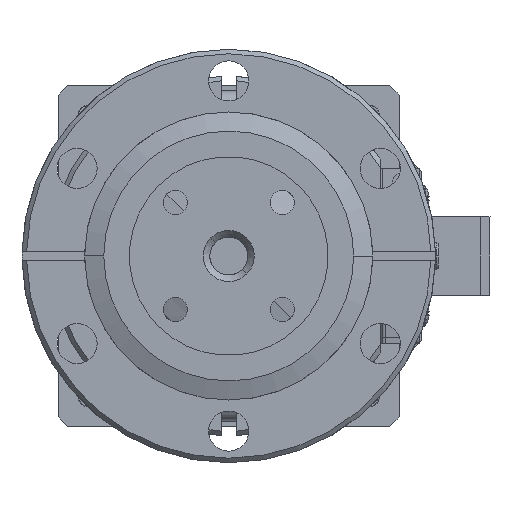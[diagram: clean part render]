
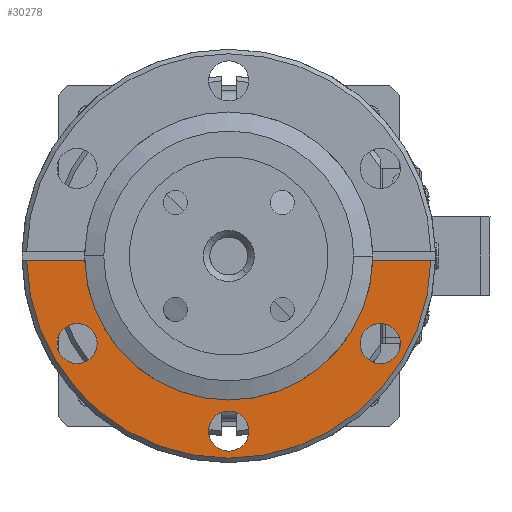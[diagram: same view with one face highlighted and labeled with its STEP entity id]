
A CAD part, left-side view. The second image highlights one B-rep face of the part: STEP entity #30278.
In plain terms, the highlighted planar face has unit normal (-1, 0, 0).
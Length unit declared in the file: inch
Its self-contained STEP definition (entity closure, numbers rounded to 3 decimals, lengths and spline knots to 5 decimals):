
#1252 = CARTESIAN_POINT ( 'NONE',  ( 0.5, 1.38335, -0.03 ) ) ;
#1253 = CARTESIAN_POINT ( 'NONE',  ( 0.5, 0., 0. ) ) ;
#1254 = DIRECTION ( 'NONE',  ( -1., 0., 0. ) ) ;
#1255 = DIRECTION ( 'NONE',  ( 0., -1., 0. ) ) ;
#1256 = CARTESIAN_POINT ( 'NONE',  ( 0.5, 0., -1.156 ) ) ;
#1257 = DIRECTION ( 'NONE',  ( -1., 0., 0. ) ) ;
#1258 = DIRECTION ( 'NONE',  ( 0., 0., -1. ) ) ;
#1259 = CARTESIAN_POINT ( 'NONE',  ( 0.5, -1.00113, -0.578 ) ) ;
#1260 = DIRECTION ( 'NONE',  ( 0., -1., 0. ) ) ;
#1262 = DIRECTION ( 'NONE',  ( -1., 0., 0. ) ) ;
#1263 = DIRECTION ( 'NONE',  ( 0., 0., -1. ) ) ;
#1277 = CARTESIAN_POINT ( 'NONE',  ( 0.5, 0., 0. ) ) ;
#1280 = DIRECTION ( 'NONE',  ( -1., 0., 0. ) ) ;
#1281 = DIRECTION ( 'NONE',  ( 0., 1., 0. ) ) ;
#1297 = CARTESIAN_POINT ( 'NONE',  ( 0.5, 1.00113, -0.578 ) ) ;
#1305 = DIRECTION ( 'NONE',  ( -1., 0., 0. ) ) ;
#1306 = DIRECTION ( 'NONE',  ( 0., 0., -1. ) ) ;
#1313 = CARTESIAN_POINT ( 'NONE',  ( 0.5, -1.38335, -0.03 ) ) ;
#1319 = DIRECTION ( 'NONE',  ( 0., -1., 0. ) ) ;
#1347 = CARTESIAN_POINT ( 'NONE',  ( 0.5, 1.00113, -0.578 ) ) ;
#1348 = DIRECTION ( 'NONE',  ( -1., 0., 0. ) ) ;
#1349 = DIRECTION ( 'NONE',  ( 0., 0., -1. ) ) ;
#1529 = CARTESIAN_POINT ( 'NONE',  ( 0.5, -1.00113, -0.578 ) ) ;
#1559 = CARTESIAN_POINT ( 'NONE',  ( 0.5, 0., -1.156 ) ) ;
#1560 = DIRECTION ( 'NONE',  ( -1., 0., 0. ) ) ;
#1561 = DIRECTION ( 'NONE',  ( 0., 0., -1. ) ) ;
#1566 = DIRECTION ( 'NONE',  ( -1., 0., 0. ) ) ;
#1567 = DIRECTION ( 'NONE',  ( 0., 0., -1. ) ) ;
#3737 = VERTEX_POINT ( 'NONE', #30810 ) ;
#21971 = AXIS2_PLACEMENT_3D ( 'NONE', #23885, #23894, #23895 ) ;
#23881 = PLANE ( 'NONE',  #21971 ) ;
#23885 = CARTESIAN_POINT ( 'NONE',  ( 0.5, -1.365, 0. ) ) ;
#23894 = DIRECTION ( 'NONE',  ( 1., 0., 0. ) ) ;
#23895 = DIRECTION ( 'NONE',  ( 0., -1., 0. ) ) ;
#24451 = FACE_BOUND ( 'NONE', #29608, .T. ) ;
#24460 = FACE_BOUND ( 'NONE', #29616, .T. ) ;
#24469 = FACE_OUTER_BOUND ( 'NONE', #29610, .T. ) ;
#24471 = FACE_BOUND ( 'NONE', #29606, .T. ) ;
#25105 = CARTESIAN_POINT ( 'NONE',  ( 0.5, -1.33466, -0.03 ) ) ;
#25135 = CARTESIAN_POINT ( 'NONE',  ( 0.5, -0.95053, -0.03 ) ) ;
#25160 = CARTESIAN_POINT ( 'NONE',  ( 0.5, -1.00113, -0.4455 ) ) ;
#25171 = CARTESIAN_POINT ( 'NONE',  ( 0.5, 1.00113, -0.4455 ) ) ;
#25229 = CARTESIAN_POINT ( 'NONE',  ( 0.5, 0.95053, -0.03 ) ) ;
#25231 = CARTESIAN_POINT ( 'NONE',  ( 0.5, 1.00113, -0.7105 ) ) ;
#25239 = CARTESIAN_POINT ( 'NONE',  ( 0.5, 0., -1.2885 ) ) ;
#25266 = CARTESIAN_POINT ( 'NONE',  ( 0.5, 1.33466, -0.03 ) ) ;
#25271 = CARTESIAN_POINT ( 'NONE',  ( 0.5, 0., -1.0235 ) ) ;
#25901 = EDGE_CURVE ( 'NONE', #34991, #34828, #33719, .T. ) ;
#25902 = EDGE_CURVE ( 'NONE', #34964, #34996, #33721, .T. ) ;
#25903 = EDGE_CURVE ( 'NONE', #34991, #34954, #33720, .T. ) ;
#25904 = EDGE_CURVE ( 'NONE', #3737, #34885, #33723, .T. ) ;
#25910 = EDGE_CURVE ( 'NONE', #34954, #34860, #33731, .T. ) ;
#25919 = EDGE_CURVE ( 'NONE', #34956, #34896, #33742, .T. ) ;
#25925 = EDGE_CURVE ( 'NONE', #34860, #34828, #33748, .T. ) ;
#25937 = EDGE_CURVE ( 'NONE', #34896, #34956, #33768, .T. ) ;
#25996 = EDGE_CURVE ( 'NONE', #34885, #3737, #33844, .T. ) ;
#25998 = EDGE_CURVE ( 'NONE', #34996, #34964, #33848, .T. ) ;
#28937 = ORIENTED_EDGE ( 'NONE', *, *, #25903, .F. ) ;
#28939 = ORIENTED_EDGE ( 'NONE', *, *, #25919, .F. ) ;
#28942 = ORIENTED_EDGE ( 'NONE', *, *, #25901, .T. ) ;
#28943 = ORIENTED_EDGE ( 'NONE', *, *, #25937, .F. ) ;
#29528 = ORIENTED_EDGE ( 'NONE', *, *, #25925, .F. ) ;
#29529 = ORIENTED_EDGE ( 'NONE', *, *, #25910, .F. ) ;
#29530 = ORIENTED_EDGE ( 'NONE', *, *, #25996, .F. ) ;
#29531 = ORIENTED_EDGE ( 'NONE', *, *, #25998, .F. ) ;
#29532 = ORIENTED_EDGE ( 'NONE', *, *, #25902, .F. ) ;
#29534 = ORIENTED_EDGE ( 'NONE', *, *, #25904, .F. ) ;
#29606 = EDGE_LOOP ( 'NONE', ( #28939, #28943 ) ) ;
#29608 = EDGE_LOOP ( 'NONE', ( #29534, #29530 ) ) ;
#29610 = EDGE_LOOP ( 'NONE', ( #29529, #28937, #28942, #29528 ) ) ;
#29616 = EDGE_LOOP ( 'NONE', ( #29532, #29531 ) ) ;
#30278 = ADVANCED_FACE ( 'NONE', ( #24460, #24451, #24469, #24471 ), #23881, .F. ) ;
#30810 = CARTESIAN_POINT ( 'NONE',  ( 0.5, -1.00113, -0.7105 ) ) ;
#33182 = AXIS2_PLACEMENT_3D ( 'NONE', #1277, #1280, #1281 ) ;
#33184 = AXIS2_PLACEMENT_3D ( 'NONE', #1253, #1254, #1255 ) ;
#33185 = AXIS2_PLACEMENT_3D ( 'NONE', #1256, #1257, #1258 ) ;
#33191 = AXIS2_PLACEMENT_3D ( 'NONE', #1259, #1262, #1263 ) ;
#33194 = AXIS2_PLACEMENT_3D ( 'NONE', #1297, #1305, #1306 ) ;
#33203 = AXIS2_PLACEMENT_3D ( 'NONE', #1347, #1348, #1349 ) ;
#33238 = AXIS2_PLACEMENT_3D ( 'NONE', #1529, #1560, #1561 ) ;
#33240 = AXIS2_PLACEMENT_3D ( 'NONE', #1559, #1566, #1567 ) ;
#33716 = VECTOR ( 'NONE', #1260, 39.37008 ) ;
#33719 = CIRCLE ( 'NONE', #33184, 1.335 ) ;
#33720 = LINE ( 'NONE', #1252, #33716 ) ;
#33721 = CIRCLE ( 'NONE', #33185, 0.1325 ) ;
#33723 = CIRCLE ( 'NONE', #33191, 0.1325 ) ;
#33731 = CIRCLE ( 'NONE', #33182, 0.951 ) ;
#33735 = VECTOR ( 'NONE', #1319, 39.37008 ) ;
#33742 = CIRCLE ( 'NONE', #33194, 0.1325 ) ;
#33748 = LINE ( 'NONE', #1313, #33735 ) ;
#33768 = CIRCLE ( 'NONE', #33203, 0.1325 ) ;
#33844 = CIRCLE ( 'NONE', #33238, 0.1325 ) ;
#33848 = CIRCLE ( 'NONE', #33240, 0.1325 ) ;
#34828 = VERTEX_POINT ( 'NONE', #25105 ) ;
#34860 = VERTEX_POINT ( 'NONE', #25135 ) ;
#34885 = VERTEX_POINT ( 'NONE', #25160 ) ;
#34896 = VERTEX_POINT ( 'NONE', #25171 ) ;
#34954 = VERTEX_POINT ( 'NONE', #25229 ) ;
#34956 = VERTEX_POINT ( 'NONE', #25231 ) ;
#34964 = VERTEX_POINT ( 'NONE', #25239 ) ;
#34991 = VERTEX_POINT ( 'NONE', #25266 ) ;
#34996 = VERTEX_POINT ( 'NONE', #25271 ) ;
